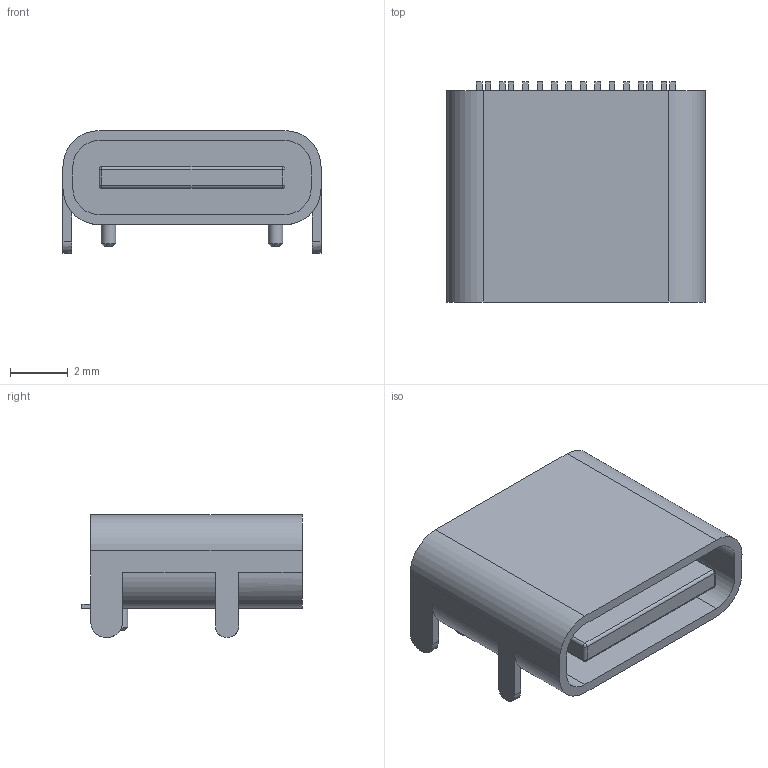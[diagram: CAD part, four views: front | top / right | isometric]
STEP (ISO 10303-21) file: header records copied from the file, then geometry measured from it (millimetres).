
FILE_DESCRIPTION( ( '' ), ' ' );
FILE_NAME( '5b5f8f67a96b350fbafee9ec.step', '2018-07-30T22:21:28', ( '' ), ( '' ), ' ', ' ', ' ' );
FILE_SCHEMA( ( 'AUTOMOTIVE_DESIGN { 1 0 10303 214 1 1 1 1 }' ) );
Length unit declared in the file: metre
Products named in the file (1): UTC016
Bounding box: 8.94 x 7.63 x 4.25 mm (x, y, z)
Volume: 111.8 mm3; surface area: 442.9 mm2
Topology: 1 solids, 1 shells, 128 faces, 356 edges, 230 vertices
Faces by surface type: plane 96, cylinder 18, bspline 8, sphere 4, cone 2
Full cylindrical faces by diameter (mm): 0.5 x2
Entity records: 5284 total; most frequent: CARTESIAN_POINT 1039, ORIENTED_EDGE 696, DIRECTION 610, EDGE_CURVE 348, LINE 272, VECTOR 272, VERTEX_POINT 230, AXIS2_PLACEMENT_3D 169
